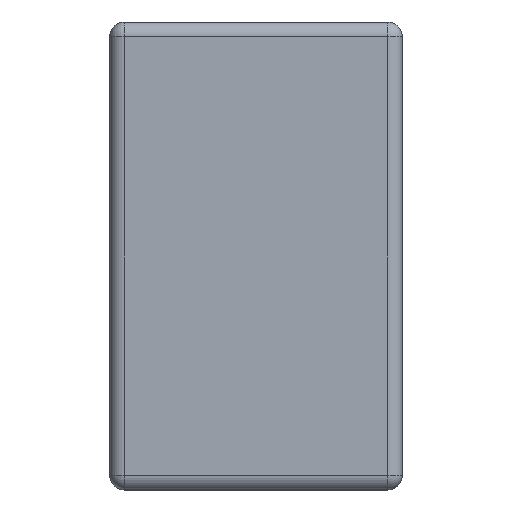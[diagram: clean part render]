
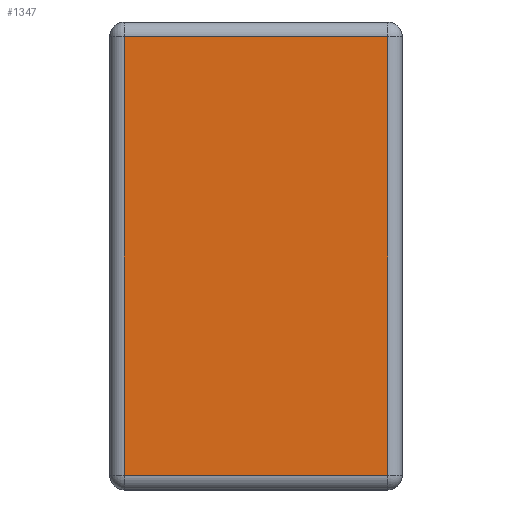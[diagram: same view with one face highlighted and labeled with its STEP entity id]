
A CAD part, left-side view. The second image highlights one B-rep face of the part: STEP entity #1347.
In plain terms, the highlighted planar face has unit normal (-1, 0, 0).
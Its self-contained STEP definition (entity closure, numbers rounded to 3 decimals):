
#50 = FACE_OUTER_BOUND ( 'NONE', #1464, .T. ) ;
#192 = VERTEX_POINT ( 'NONE', #328 ) ;
#215 = VECTOR ( 'NONE', #1335, 1000. ) ;
#221 = EDGE_CURVE ( 'NONE', #1214, #669, #1385, .T. ) ;
#233 = CARTESIAN_POINT ( 'NONE',  ( -1.6, 1., 0.75 ) ) ;
#299 = ORIENTED_EDGE ( 'NONE', *, *, #686, .T. ) ;
#328 = CARTESIAN_POINT ( 'NONE',  ( -1.6, 0.05, 0.75 ) ) ;
#362 = DIRECTION ( 'NONE',  ( 0., 0., -1. ) ) ;
#396 = CARTESIAN_POINT ( 'NONE',  ( -1.6, 0.95, -0.75 ) ) ;
#443 = CARTESIAN_POINT ( 'NONE',  ( -1.6, 0.05, 0.8 ) ) ;
#497 = CARTESIAN_POINT ( 'NONE',  ( -1.6, 1., 0.8 ) ) ;
#529 = VECTOR ( 'NONE', #1610, 1000. ) ;
#605 = LINE ( 'NONE', #644, #917 ) ;
#636 = ORIENTED_EDGE ( 'NONE', *, *, #1024, .T. ) ;
#644 = CARTESIAN_POINT ( 'NONE',  ( -1.6, 0.95, 0.8 ) ) ;
#669 = VERTEX_POINT ( 'NONE', #893 ) ;
#686 = EDGE_CURVE ( 'NONE', #739, #1214, #605, .T. ) ;
#739 = VERTEX_POINT ( 'NONE', #1120 ) ;
#890 = CARTESIAN_POINT ( 'NONE',  ( -1.6, 1., -0.75 ) ) ;
#893 = CARTESIAN_POINT ( 'NONE',  ( -1.6, 0.05, -0.75 ) ) ;
#894 = LINE ( 'NONE', #443, #529 ) ;
#917 = VECTOR ( 'NONE', #362, 1000. ) ;
#937 = ORIENTED_EDGE ( 'NONE', *, *, #221, .T. ) ;
#983 = VECTOR ( 'NONE', #1584, 1000. ) ;
#1009 = DIRECTION ( 'NONE',  ( 0., 0., -1. ) ) ;
#1024 = EDGE_CURVE ( 'NONE', #669, #192, #894, .T. ) ;
#1101 = AXIS2_PLACEMENT_3D ( 'NONE', #497, #1277, #1009 ) ;
#1120 = CARTESIAN_POINT ( 'NONE',  ( -1.6, 0.95, 0.75 ) ) ;
#1129 = PLANE ( 'NONE',  #1101 ) ;
#1173 = ORIENTED_EDGE ( 'NONE', *, *, #1576, .T. ) ;
#1214 = VERTEX_POINT ( 'NONE', #396 ) ;
#1277 = DIRECTION ( 'NONE',  ( 1., 0., 0. ) ) ;
#1335 = DIRECTION ( 'NONE',  ( 0., 1., 0. ) ) ;
#1347 = ADVANCED_FACE ( 'NONE', ( #50 ), #1129, .F. ) ;
#1385 = LINE ( 'NONE', #890, #983 ) ;
#1464 = EDGE_LOOP ( 'NONE', ( #299, #937, #636, #1173 ) ) ;
#1576 = EDGE_CURVE ( 'NONE', #192, #739, #1685, .T. ) ;
#1584 = DIRECTION ( 'NONE',  ( 0., -1., 0. ) ) ;
#1610 = DIRECTION ( 'NONE',  ( 0., 0., 1. ) ) ;
#1685 = LINE ( 'NONE', #233, #215 ) ;
